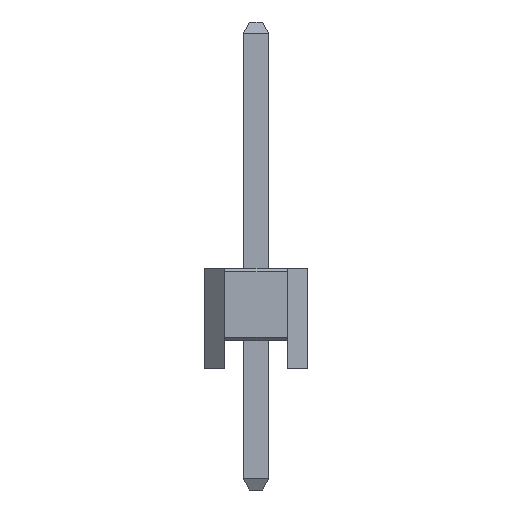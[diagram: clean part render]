
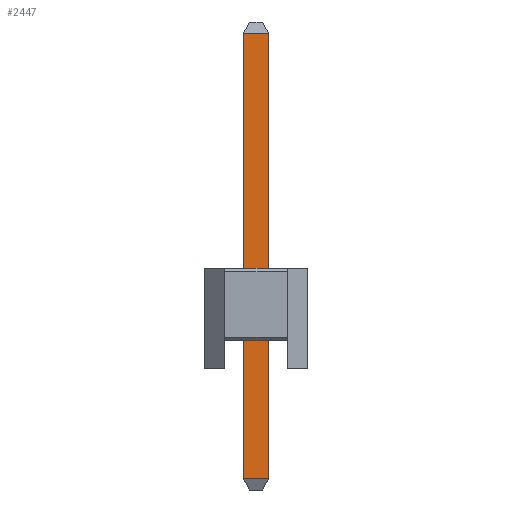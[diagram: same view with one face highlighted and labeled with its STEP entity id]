
A CAD part, left-side view. The second image highlights one B-rep face of the part: STEP entity #2447.
In plain terms, the highlighted planar face has unit normal (-1, 0, 0).
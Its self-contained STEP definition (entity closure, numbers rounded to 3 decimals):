
#2447=ADVANCED_FACE('',(#4111),#4113,.T.);
#4111=FACE_BOUND('',#4112,.T.);
#4112=EDGE_LOOP('',(#5226,#5227,#5228,#5229));
#4113=PLANE('',#4114);
#4114=AXIS2_PLACEMENT_3D('',#4115,#4116,#4117);
#4115=CARTESIAN_POINT('',(-0.32,0.32,-3.));
#4116=DIRECTION('',(-1.,0.,0.));
#4117=DIRECTION('',(0.,-1.,0.));
#5226=ORIENTED_EDGE('',*,*,#5792,.F.);
#5227=ORIENTED_EDGE('',*,*,#5791,.F.);
#5228=ORIENTED_EDGE('',*,*,#5793,.T.);
#5229=ORIENTED_EDGE('',*,*,#5794,.T.);
#5791=EDGE_CURVE('',#6623,#6619,#6625,.T.);
#5792=EDGE_CURVE('',#6619,#6626,#6627,.T.);
#5793=EDGE_CURVE('',#6623,#6628,#6629,.T.);
#5794=EDGE_CURVE('',#6628,#6626,#6630,.T.);
#6619=VERTEX_POINT('',#8485);
#6623=VERTEX_POINT('',#8493);
#6625=LINE('',#8497,#8498);
#6626=VERTEX_POINT('',#8500);
#6627=LINE('',#8501,#8502);
#6628=VERTEX_POINT('',#8504);
#6629=LINE('',#8505,#8506);
#6630=LINE('',#8508,#8509);
#8485=CARTESIAN_POINT('',(-0.32,0.32,8.323));
#8493=CARTESIAN_POINT('',(-0.32,0.32,-2.723));
#8497=CARTESIAN_POINT('',(-0.32,0.32,-2.723));
#8498=VECTOR('',#8499,1.);
#8499=DIRECTION('',(0.,0.,1.));
#8500=CARTESIAN_POINT('',(-0.32,-0.32,8.323));
#8501=CARTESIAN_POINT('',(-0.32,0.32,8.323));
#8502=VECTOR('',#8503,1.);
#8503=DIRECTION('',(0.,-1.,0.));
#8504=CARTESIAN_POINT('',(-0.32,-0.32,-2.723));
#8505=CARTESIAN_POINT('',(-0.32,0.32,-2.723));
#8506=VECTOR('',#8507,1.);
#8507=DIRECTION('',(0.,-1.,0.));
#8508=CARTESIAN_POINT('',(-0.32,-0.32,-2.723));
#8509=VECTOR('',#8510,1.);
#8510=DIRECTION('',(0.,0.,1.));
